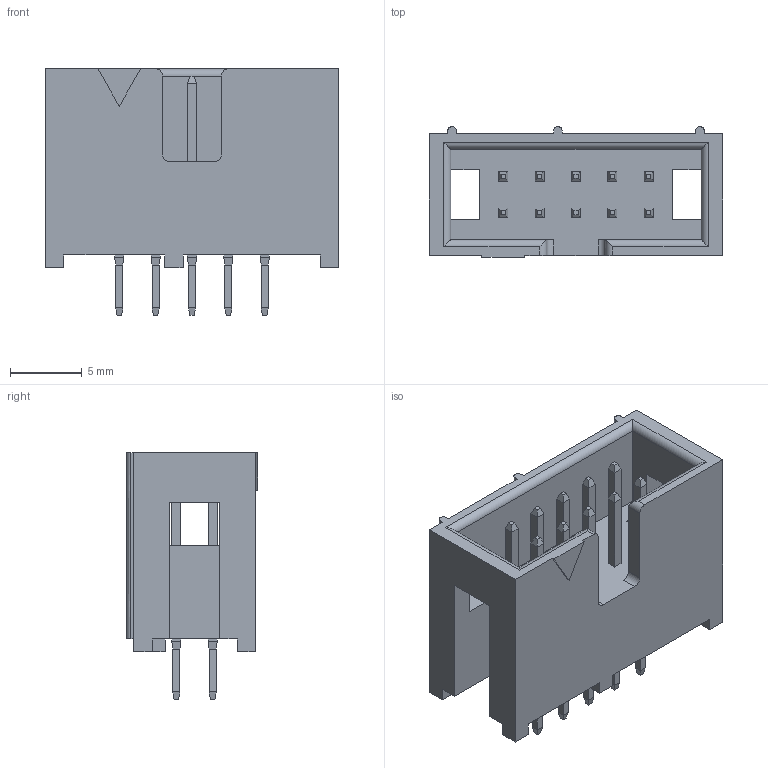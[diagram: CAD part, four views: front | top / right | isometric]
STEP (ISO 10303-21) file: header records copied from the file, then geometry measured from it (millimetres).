
FILE_DESCRIPTION(('CoCreate Modeling STEP Export'),'2;1');
FILE_NAME('HIF3F-10PA-2.54DSA.stp','2013-02-27T13:37:52',(''),(''),'CoCreate Modeling STEP processor for AP214 (Solid Model)','CoCreate Modeling 17.0 01-Apr-2010 (C) Parametric Technology GmbH','');
FILE_SCHEMA(('AUTOMOTIVE_DESIGN { 1 0 10303 214 1 1 1 1 }'));
Length unit declared in the file: millimetre
Products named in the file (1): HIF3F-10PA-2.54DSA
Bounding box: 20.5 x 9.15 x 17.2 mm (x, y, z)
Volume: 1333.7 mm3; surface area: 1694.8 mm2
Topology: 1 solids, 1 shells, 334 faces, 780 edges, 464 vertices
Faces by surface type: plane 320, cylinder 10, bspline 4
Entity records: 11593 total; most frequent: CARTESIAN_POINT 2011, ORIENTED_EDGE 1560, DIRECTION 1433, EDGE_CURVE 780, VECTOR 749, LINE 749, VERTEX_POINT 464, EDGE_LOOP 354
